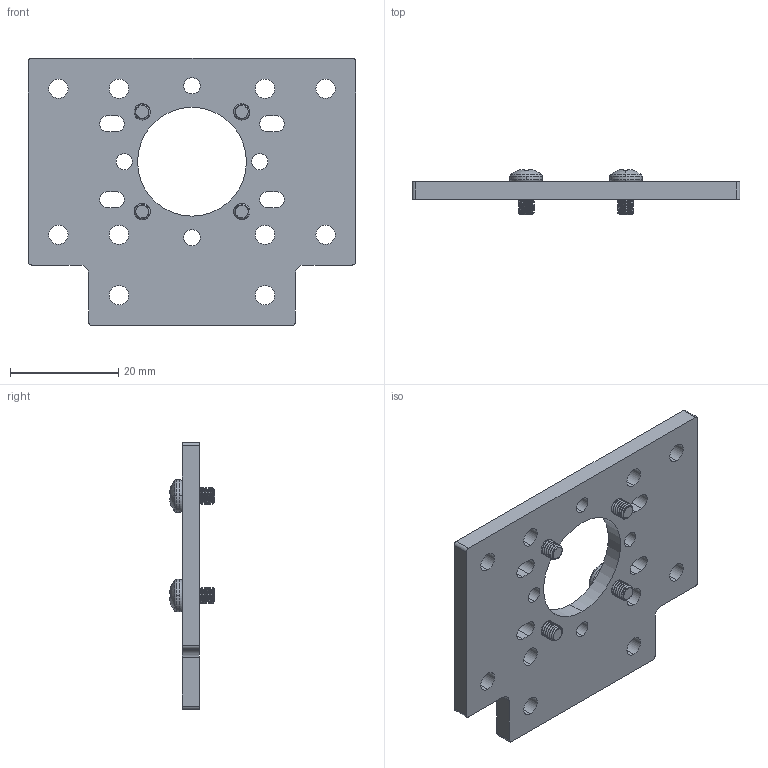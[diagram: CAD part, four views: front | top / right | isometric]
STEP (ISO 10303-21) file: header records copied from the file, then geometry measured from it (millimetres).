
FILE_DESCRIPTION (( 'STEP AP203' ), '1' );
FILE_NAME ('555192 assembly.STEP', '2016-08-18T21:47:49', ( '' ), ( '' ), 'SwSTEP 2.0', 'SolidWorks 2014', '' );
FILE_SCHEMA (( 'CONFIG_CONTROL_DESIGN' ));
Length unit declared in the file: inch
Products named in the file (3): 92005A116_92005A116; 555192; 555192 assembly
Assembly tree (5 placements, depth 2):
  555192 assembly
    555192
    92005A116_92005A116  x4
Bounding box: 60.42 x 8.34 x 49.26 mm (x, y, z)
Volume: 7331.9 mm3; surface area: 6777.8 mm2
Topology: 5 solids, 5 shells, 472 faces, 1354 edges, 896 vertices
Faces by surface type: cylinder 306, plane 94, cone 36, torus 16, bspline 12, sphere 8
Entity records: 7290 total; most frequent: CARTESIAN_POINT 2521, ORIENTED_EDGE 992, DIRECTION 876, EDGE_CURVE 496, AXIS2_PLACEMENT_3D 340, VERTEX_POINT 329, EDGE_LOOP 219, LINE 196
